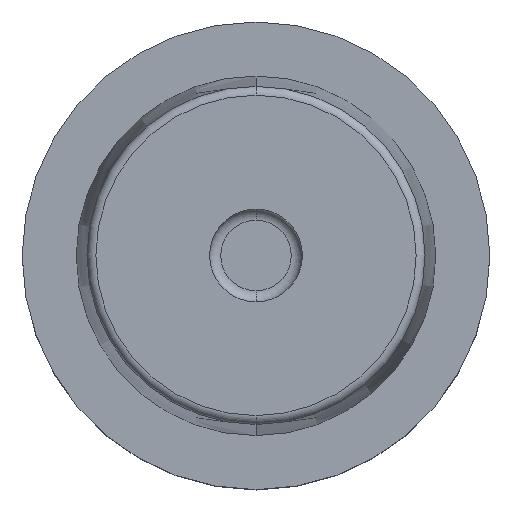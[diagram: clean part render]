
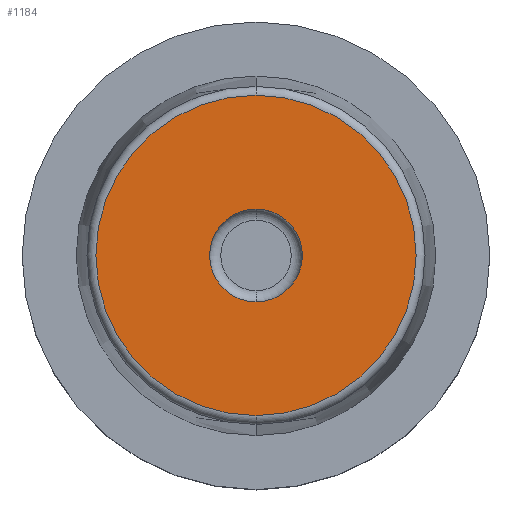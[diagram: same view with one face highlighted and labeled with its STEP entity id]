
A CAD part, top view. The second image highlights one B-rep face of the part: STEP entity #1184.
In plain terms, the highlighted planar face has unit normal (0, 0, 1).
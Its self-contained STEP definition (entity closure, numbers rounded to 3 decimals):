
#60 = CARTESIAN_POINT ( 'NONE',  ( 0., 0., 32. ) ) ;
#101 = DIRECTION ( 'NONE',  ( 0., 1., 0. ) ) ;
#112 = DIRECTION ( 'NONE',  ( 0., 0., -1. ) ) ;
#150 = AXIS2_PLACEMENT_3D ( 'NONE', #1154, #1177, #1175 ) ;
#165 = EDGE_CURVE ( 'NONE', #712, #708, #861, .T. ) ;
#166 = EDGE_CURVE ( 'NONE', #1280, #1281, #863, .T. ) ;
#192 = AXIS2_PLACEMENT_3D ( 'NONE', #396, #526, #545 ) ;
#256 = EDGE_CURVE ( 'NONE', #708, #712, #927, .T. ) ;
#324 = AXIS2_PLACEMENT_3D ( 'NONE', #405, #497, #496 ) ;
#332 = EDGE_CURVE ( 'NONE', #1281, #1280, #992, .T. ) ;
#396 = CARTESIAN_POINT ( 'NONE',  ( 0., 0., 32. ) ) ;
#405 = CARTESIAN_POINT ( 'NONE',  ( 0., 0., 32. ) ) ;
#496 = DIRECTION ( 'NONE',  ( 0., 1., 0. ) ) ;
#497 = DIRECTION ( 'NONE',  ( 0., 0., -1. ) ) ;
#526 = DIRECTION ( 'NONE',  ( 0., 0., -1. ) ) ;
#545 = DIRECTION ( 'NONE',  ( 0., 1., 0. ) ) ;
#663 = AXIS2_PLACEMENT_3D ( 'NONE', #1595, #1597, #1605 ) ;
#708 = VERTEX_POINT ( 'NONE', #771 ) ;
#712 = VERTEX_POINT ( 'NONE', #835 ) ;
#771 = CARTESIAN_POINT ( 'NONE',  ( 0., 21.574, 32. ) ) ;
#835 = CARTESIAN_POINT ( 'NONE',  ( 0., -21.574, 32. ) ) ;
#861 = CIRCLE ( 'NONE', #324, 21.574 ) ;
#863 = CIRCLE ( 'NONE', #192, 6.25 ) ;
#927 = CIRCLE ( 'NONE', #150, 21.574 ) ;
#992 = CIRCLE ( 'NONE', #1511, 6.25 ) ;
#1058 = FACE_BOUND ( 'NONE', #1301, .T. ) ;
#1062 = FACE_OUTER_BOUND ( 'NONE', #1289, .T. ) ;
#1154 = CARTESIAN_POINT ( 'NONE',  ( 0., 0., 32. ) ) ;
#1175 = DIRECTION ( 'NONE',  ( 0., 1., 0. ) ) ;
#1177 = DIRECTION ( 'NONE',  ( 0., 0., -1. ) ) ;
#1184 = ADVANCED_FACE ( 'NONE', ( #1058, #1062 ), #1623, .T. ) ;
#1280 = VERTEX_POINT ( 'NONE', #1616 ) ;
#1281 = VERTEX_POINT ( 'NONE', #1593 ) ;
#1289 = EDGE_LOOP ( 'NONE', ( #1493, #1492 ) ) ;
#1301 = EDGE_LOOP ( 'NONE', ( #1494, #1489 ) ) ;
#1489 = ORIENTED_EDGE ( 'NONE', *, *, #166, .T. ) ;
#1492 = ORIENTED_EDGE ( 'NONE', *, *, #165, .F. ) ;
#1493 = ORIENTED_EDGE ( 'NONE', *, *, #256, .F. ) ;
#1494 = ORIENTED_EDGE ( 'NONE', *, *, #332, .T. ) ;
#1511 = AXIS2_PLACEMENT_3D ( 'NONE', #60, #112, #101 ) ;
#1593 = CARTESIAN_POINT ( 'NONE',  ( 0., 6.25, 32. ) ) ;
#1595 = CARTESIAN_POINT ( 'NONE',  ( 0., 21.574, 32. ) ) ;
#1597 = DIRECTION ( 'NONE',  ( 0., 0., 1. ) ) ;
#1605 = DIRECTION ( 'NONE',  ( 0., -1., 0. ) ) ;
#1616 = CARTESIAN_POINT ( 'NONE',  ( 0., -6.25, 32. ) ) ;
#1623 = PLANE ( 'NONE',  #663 ) ;
